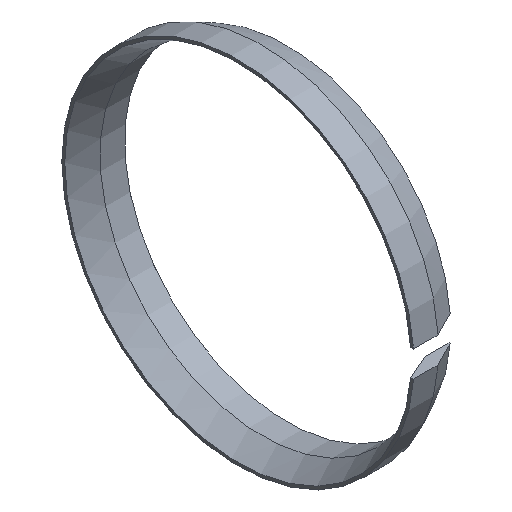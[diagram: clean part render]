
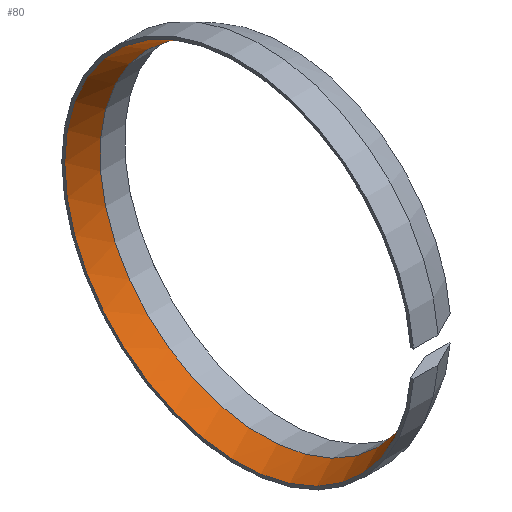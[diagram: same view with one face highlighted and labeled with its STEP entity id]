
A CAD part, isometric view. The second image highlights one B-rep face of the part: STEP entity #80.
In plain terms, the highlighted conical face has half-angle 23.523 degrees and reference radius 30 mm.
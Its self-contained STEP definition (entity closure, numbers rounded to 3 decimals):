
#80 = ADVANCED_FACE( '', ( #94 ), #95, .F. );
#94 = FACE_OUTER_BOUND( '', #110, .T. );
#95 = CONICAL_SURFACE( '', #111, 30., 0.411 );
#110 = EDGE_LOOP( '', ( #153, #154, #155, #156 ) );
#111 = AXIS2_PLACEMENT_3D( '', #157, #158, #159 );
#153 = ORIENTED_EDGE( '', *, *, #191, .F. );
#154 = ORIENTED_EDGE( '', *, *, #192, .T. );
#155 = ORIENTED_EDGE( '', *, *, #187, .T. );
#156 = ORIENTED_EDGE( '', *, *, #181, .T. );
#157 = CARTESIAN_POINT( '', ( -4.25, 0., 0. ) );
#158 = DIRECTION( '', ( -1., 0., 0. ) );
#159 = DIRECTION( '', ( 0., 0., 1. ) );
#181 = EDGE_CURVE( '', #195, #203, #205, .T. );
#187 = EDGE_CURVE( '', #214, #195, #215, .T. );
#191 = EDGE_CURVE( '', #219, #203, #221, .T. );
#192 = EDGE_CURVE( '', #219, #214, #222, .T. );
#195 = VERTEX_POINT( '', #225 );
#203 = VERTEX_POINT( '', #239 );
#205 = B_SPLINE_CURVE_WITH_KNOTS( '', 3, ( #242, #243, #244, #245 ), .UNSPECIFIED., .F., .F., ( 4, 4 ), ( 0.04, 0.044 ), .UNSPECIFIED. );
#214 = VERTEX_POINT( '', #258 );
#215 = CIRCLE( '', #259, 28.15 );
#219 = VERTEX_POINT( '', #264 );
#221 = CIRCLE( '', #267, 30. );
#222 = B_SPLINE_CURVE_WITH_KNOTS( '', 3, ( #268, #269, #270, #271 ), .UNSPECIFIED., .F., .F., ( 4, 4 ), ( 0.038, 0.042 ), .UNSPECIFIED. );
#225 = CARTESIAN_POINT( '', ( 0., -28.06, 2.25 ) );
#239 = CARTESIAN_POINT( '', ( -4.25, -29.916, 2.25 ) );
#242 = CARTESIAN_POINT( '', ( 0., -28.06, 2.25 ) );
#243 = CARTESIAN_POINT( '', ( -1.417, -28.679, 2.25 ) );
#244 = CARTESIAN_POINT( '', ( -2.833, -29.297, 2.25 ) );
#245 = CARTESIAN_POINT( '', ( -4.25, -29.916, 2.25 ) );
#258 = CARTESIAN_POINT( '', ( 0., -28.06, -2.25 ) );
#259 = AXIS2_PLACEMENT_3D( '', #288, #289, #290 );
#264 = CARTESIAN_POINT( '', ( -4.25, -29.916, -2.25 ) );
#267 = AXIS2_PLACEMENT_3D( '', #296, #297, #298 );
#268 = CARTESIAN_POINT( '', ( -4.25, -29.916, -2.25 ) );
#269 = CARTESIAN_POINT( '', ( -2.833, -29.297, -2.25 ) );
#270 = CARTESIAN_POINT( '', ( -1.417, -28.679, -2.25 ) );
#271 = CARTESIAN_POINT( '', ( 0., -28.06, -2.25 ) );
#288 = CARTESIAN_POINT( '', ( 0., 0., 0. ) );
#289 = DIRECTION( '', ( 1., 0., 0. ) );
#290 = DIRECTION( '', ( 0., 0., -1. ) );
#296 = CARTESIAN_POINT( '', ( -4.25, 0., 0. ) );
#297 = DIRECTION( '', ( 1., 0., 0. ) );
#298 = DIRECTION( '', ( 0., 0., -1. ) );
